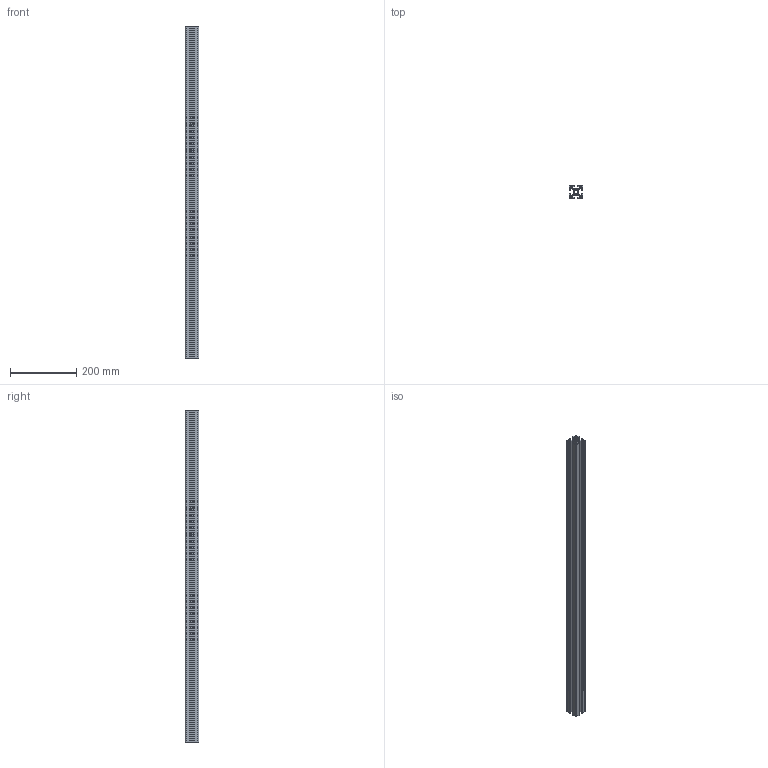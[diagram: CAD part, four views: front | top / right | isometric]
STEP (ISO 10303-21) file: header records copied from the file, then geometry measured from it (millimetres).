
FILE_DESCRIPTION (( 'STEP AP214' ), '1' );
FILE_NAME ('栖闉罻1.STEP', '2021-12-01T12:19:03', ( '砐錪賧瘔蠈錪 Windows' ), ( '' ), 'SwSTEP 2.0', 'SolidWorks 2021', '' );
FILE_SCHEMA (( 'AUTOMOTIVE_DESIGN' ));
Length unit declared in the file: millimetre
Products named in the file (2): 栖闉罻1; 444H Êîíñòðóêöèîííûé ïðîôèëü 40õ40H_01
Assembly tree (1 placements, depth 2):
  栖闉罻1
    444H Êîíñòðóêöèîííûé ïðîôèëü 40õ40H_01
Bounding box: 40 x 40 x 1000 mm (x, y, z)
Volume: 638563.4 mm3; surface area: 458306 mm2
Topology: 1 solids, 1 shells, 334 faces, 996 edges, 664 vertices
Faces by surface type: plane 194, cylinder 140
Entity records: 11346 total; most frequent: CARTESIAN_POINT 1998, ORIENTED_EDGE 1992, DIRECTION 1952, EDGE_CURVE 996, VECTOR 716, LINE 716, VERTEX_POINT 664, AXIS2_PLACEMENT_3D 618
